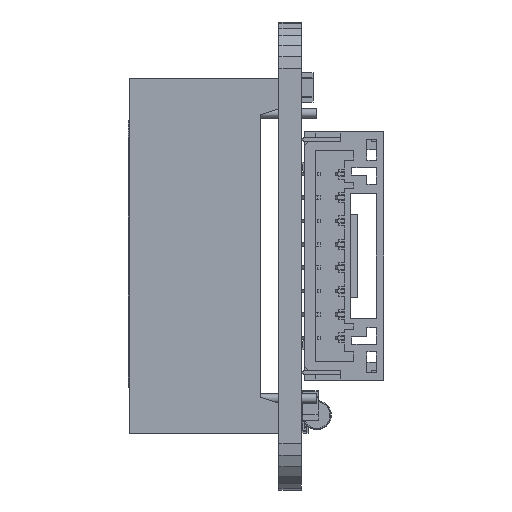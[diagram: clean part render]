
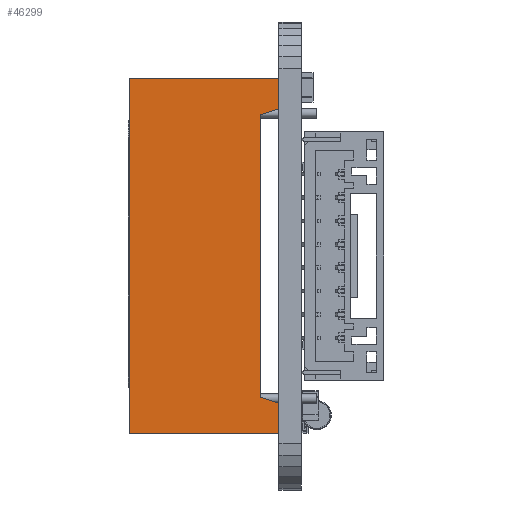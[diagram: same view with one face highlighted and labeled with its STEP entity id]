
A CAD part, left-side view. The second image highlights one B-rep face of the part: STEP entity #46299.
In plain terms, the highlighted planar face has unit normal (-1, 0, 0).
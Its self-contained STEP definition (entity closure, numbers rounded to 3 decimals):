
#238 = ORIENTED_EDGE ( 'NONE', *, *, #16250, .F. ) ;
#253 = CARTESIAN_POINT ( 'NONE',  ( -25.15, 8., 0. ) ) ;
#1169 = PLANE ( 'NONE',  #9188 ) ;
#1350 = DIRECTION ( 'NONE',  ( 0., 0.958, 0.287 ) ) ;
#1453 = VERTEX_POINT ( 'NONE', #18340 ) ;
#4137 = VECTOR ( 'NONE', #53063, 1000. ) ;
#4408 = CARTESIAN_POINT ( 'NONE',  ( -25.15, 1., -9.5 ) ) ;
#5883 = VECTOR ( 'NONE', #52126, 1000. ) ;
#6455 = ORIENTED_EDGE ( 'NONE', *, *, #18995, .F. ) ;
#9188 = AXIS2_PLACEMENT_3D ( 'NONE', #54137, #11195, #28922 ) ;
#9888 = CARTESIAN_POINT ( 'NONE',  ( -25.15, 8., -9.5 ) ) ;
#10590 = ORIENTED_EDGE ( 'NONE', *, *, #40458, .T. ) ;
#10615 = CARTESIAN_POINT ( 'NONE',  ( -25.15, 1., -7.55 ) ) ;
#10855 = ORIENTED_EDGE ( 'NONE', *, *, #42365, .T. ) ;
#11020 = LINE ( 'NONE', #48638, #4137 ) ;
#11195 = DIRECTION ( 'NONE',  ( -1., 0., 0. ) ) ;
#11525 = VERTEX_POINT ( 'NONE', #43476 ) ;
#13833 = LINE ( 'NONE', #45183, #41379 ) ;
#14877 = CARTESIAN_POINT ( 'NONE',  ( -25.15, 0., -7.85 ) ) ;
#15454 = VERTEX_POINT ( 'NONE', #52379 ) ;
#16250 = EDGE_CURVE ( 'NONE', #51577, #11525, #54595, .T. ) ;
#16617 = VECTOR ( 'NONE', #17590, 1000. ) ;
#17590 = DIRECTION ( 'NONE',  ( 0., 0., 1. ) ) ;
#18315 = ORIENTED_EDGE ( 'NONE', *, *, #39801, .T. ) ;
#18340 = CARTESIAN_POINT ( 'NONE',  ( -25.15, 0., 9.5 ) ) ;
#18381 = VERTEX_POINT ( 'NONE', #20328 ) ;
#18995 = EDGE_CURVE ( 'NONE', #11525, #1453, #44581, .T. ) ;
#20328 = CARTESIAN_POINT ( 'NONE',  ( -25.15, 0., 7.85 ) ) ;
#21544 = VERTEX_POINT ( 'NONE', #10615 ) ;
#23518 = CARTESIAN_POINT ( 'NONE',  ( -25.15, 1., 7.55 ) ) ;
#24722 = EDGE_CURVE ( 'NONE', #15454, #21544, #56927, .T. ) ;
#25491 = DIRECTION ( 'NONE',  ( 0., -1., 0. ) ) ;
#26724 = VECTOR ( 'NONE', #25491, 1000. ) ;
#28922 = DIRECTION ( 'NONE',  ( 0., 0., 1. ) ) ;
#31627 = DIRECTION ( 'NONE',  ( 0., 0., 1. ) ) ;
#32499 = VECTOR ( 'NONE', #31627, 1000. ) ;
#32518 = VERTEX_POINT ( 'NONE', #54444 ) ;
#35562 = VECTOR ( 'NONE', #1350, 1000. ) ;
#36018 = DIRECTION ( 'NONE',  ( 0., -1., 0. ) ) ;
#37797 = EDGE_CURVE ( 'NONE', #51577, #32518, #13833, .T. ) ;
#39801 = EDGE_CURVE ( 'NONE', #43554, #18381, #11020, .T. ) ;
#39996 = LINE ( 'NONE', #43013, #16617 ) ;
#40295 = LINE ( 'NONE', #51549, #5883 ) ;
#40458 = EDGE_CURVE ( 'NONE', #21544, #43554, #54283, .T. ) ;
#41379 = VECTOR ( 'NONE', #36018, 1000. ) ;
#42365 = EDGE_CURVE ( 'NONE', #32518, #15454, #40295, .T. ) ;
#42612 = VECTOR ( 'NONE', #56816, 1000. ) ;
#43013 = CARTESIAN_POINT ( 'NONE',  ( -25.15, 0., -9.5 ) ) ;
#43109 = ORIENTED_EDGE ( 'NONE', *, *, #24722, .T. ) ;
#43119 = ORIENTED_EDGE ( 'NONE', *, *, #43851, .T. ) ;
#43476 = CARTESIAN_POINT ( 'NONE',  ( -25.15, 8., 9.5 ) ) ;
#43554 = VERTEX_POINT ( 'NONE', #23518 ) ;
#43851 = EDGE_CURVE ( 'NONE', #18381, #1453, #39996, .T. ) ;
#44581 = LINE ( 'NONE', #51294, #26724 ) ;
#45183 = CARTESIAN_POINT ( 'NONE',  ( -25.15, 1., -9.5 ) ) ;
#46299 = ADVANCED_FACE ( 'NONE', ( #47635 ), #1169, .T. ) ;
#47635 = FACE_OUTER_BOUND ( 'NONE', #51264, .T. ) ;
#48638 = CARTESIAN_POINT ( 'NONE',  ( -25.15, 1., 7.55 ) ) ;
#50308 = ORIENTED_EDGE ( 'NONE', *, *, #37797, .T. ) ;
#51264 = EDGE_LOOP ( 'NONE', ( #10855, #43109, #10590, #18315, #43119, #6455, #238, #50308 ) ) ;
#51294 = CARTESIAN_POINT ( 'NONE',  ( -25.15, 1., 9.5 ) ) ;
#51549 = CARTESIAN_POINT ( 'NONE',  ( -25.15, 0., -9.5 ) ) ;
#51577 = VERTEX_POINT ( 'NONE', #9888 ) ;
#52126 = DIRECTION ( 'NONE',  ( 0., 0., 1. ) ) ;
#52379 = CARTESIAN_POINT ( 'NONE',  ( -25.15, 0., -7.85 ) ) ;
#53063 = DIRECTION ( 'NONE',  ( 0., -0.958, 0.287 ) ) ;
#54137 = CARTESIAN_POINT ( 'NONE',  ( -25.15, 1., -9.5 ) ) ;
#54283 = LINE ( 'NONE', #4408, #42612 ) ;
#54444 = CARTESIAN_POINT ( 'NONE',  ( -25.15, 0., -9.5 ) ) ;
#54595 = LINE ( 'NONE', #253, #32499 ) ;
#56816 = DIRECTION ( 'NONE',  ( 0., 0., 1. ) ) ;
#56927 = LINE ( 'NONE', #14877, #35562 ) ;
